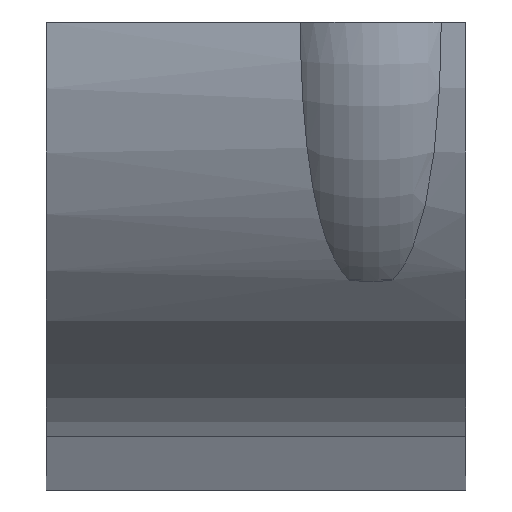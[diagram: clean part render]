
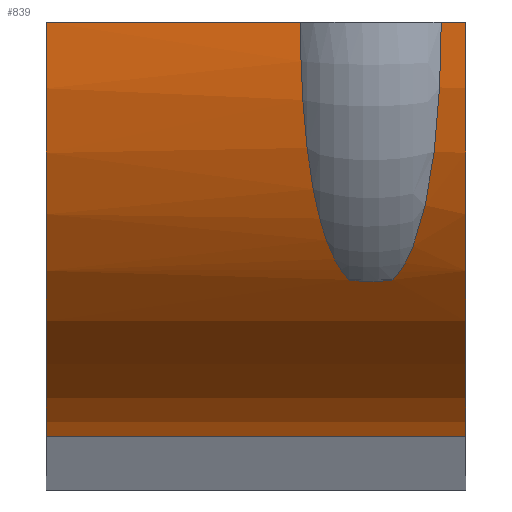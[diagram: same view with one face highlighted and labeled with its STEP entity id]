
A CAD part, top view. The second image highlights one B-rep face of the part: STEP entity #839.
In plain terms, the highlighted cylindrical face has radius 51.5 mm (diameter 103 mm), a partial arc.
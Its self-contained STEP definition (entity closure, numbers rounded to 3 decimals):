
#13 = EDGE_CURVE ( 'NONE', #958, #1241, #1526, .T. ) ;
#18 = CARTESIAN_POINT ( 'NONE',  ( 36.836, -31.278, 40.915 ) ) ;
#25 = AXIS2_PLACEMENT_3D ( 'NONE', #1598, #973, #855 ) ;
#45 = CARTESIAN_POINT ( 'NONE',  ( 36.278, -30.521, 41.483 ) ) ;
#57 = CARTESIAN_POINT ( 'NONE',  ( 51.7, 0., 51.5 ) ) ;
#95 = CARTESIAN_POINT ( 'NONE',  ( 46.447, -23.734, 45.727 ) ) ;
#122 = CARTESIAN_POINT ( 'NONE',  ( 47.467, -18.523, 48.075 ) ) ;
#161 = CARTESIAN_POINT ( 'NONE',  ( 33.563, -23.775, 45.706 ) ) ;
#182 = CARTESIAN_POINT ( 'NONE',  ( 37.269, -31.752, 40.547 ) ) ;
#216 = AXIS2_PLACEMENT_3D ( 'NONE', #328, #849, #1527 ) ;
#221 = CARTESIAN_POINT ( 'NONE',  ( 45.048, -28.006, 43.225 ) ) ;
#243 = CARTESIAN_POINT ( 'NONE',  ( 48.675, 0., 51.5 ) ) ;
#267 = CARTESIAN_POINT ( 'NONE',  ( 51.7, 0., 51.5 ) ) ;
#275 = VERTEX_POINT ( 'NONE', #702 ) ;
#284 = ORIENTED_EDGE ( 'NONE', *, *, #304, .F. ) ;
#286 = CARTESIAN_POINT ( 'NONE',  ( 43.554, -30.767, 41.301 ) ) ;
#287 = CARTESIAN_POINT ( 'NONE',  ( 34.101, -25.634, 44.673 ) ) ;
#292 = ORIENTED_EDGE ( 'NONE', *, *, #494, .F. ) ;
#293 = B_SPLINE_CURVE_WITH_KNOTS ( 'NONE', 3,
 ( #243, #744, #768, #1282, #877, #774, #1634, #1628, #1288, #122, #1159, #1495, #95, #868, #616, #1373, #221, #1257, #358, #622, #286, #926, #1444, #910 ),
 .UNSPECIFIED., .F., .F.,
 ( 4, 2, 2, 2, 2, 2, 2, 2, 2, 2, 2, 4 ),
 ( 0.035, 0.044, 0.046, 0.049, 0.053, 0.057, 0.062, 0.064, 0.066, 0.068, 0.07, 0.071 ),
 .UNSPECIFIED. ) ;
#304 = EDGE_CURVE ( 'NONE', #1053, #474, #963, .T. ) ;
#309 = CARTESIAN_POINT ( 'NONE',  ( 35.781, -29.73, 42.057 ) ) ;
#316 = EDGE_CURVE ( 'NONE', #1362, #1241, #503, .T. ) ;
#327 = CARTESIAN_POINT ( 'NONE',  ( 51.7, -31.752, 40.547 ) ) ;
#328 = CARTESIAN_POINT ( 'NONE',  ( 0., 0., 0. ) ) ;
#331 = ORIENTED_EDGE ( 'NONE', *, *, #1052, .F. ) ;
#351 = VERTEX_POINT ( 'NONE', #1270 ) ;
#355 = VECTOR ( 'NONE', #361, 1000. ) ;
#358 = CARTESIAN_POINT ( 'NONE',  ( 44.232, -29.708, 42.073 ) ) ;
#359 = CARTESIAN_POINT ( 'NONE',  ( 31.325, 0., 51.5 ) ) ;
#361 = DIRECTION ( 'NONE',  ( 1., 0., 0. ) ) ;
#365 = CARTESIAN_POINT ( 'NONE',  ( 51.7, -51.018, 7.032 ) ) ;
#366 = EDGE_CURVE ( 'NONE', #1053, #351, #293, .T. ) ;
#406 = ORIENTED_EDGE ( 'NONE', *, *, #1468, .F. ) ;
#446 = CARTESIAN_POINT ( 'NONE',  ( 51.7, 0., 0. ) ) ;
#447 = CARTESIAN_POINT ( 'NONE',  ( 34.726, -27.442, 43.585 ) ) ;
#474 = VERTEX_POINT ( 'NONE', #267 ) ;
#494 = EDGE_CURVE ( 'NONE', #958, #1426, #1638, .T. ) ;
#503 = LINE ( 'NONE', #365, #1327 ) ;
#534 = ORIENTED_EDGE ( 'NONE', *, *, #366, .T. ) ;
#539 = CARTESIAN_POINT ( 'NONE',  ( 31.485, -7.303, 51. ) ) ;
#548 = CARTESIAN_POINT ( 'NONE',  ( 31.365, -3.662, 51.375 ) ) ;
#564 = B_SPLINE_CURVE_WITH_KNOTS ( 'NONE', 3,
 ( #182, #674, #18, #937, #45, #309, #945, #793, #447, #952, #287, #161, #803, #1551, #683, #1213, #1091, #539, #1188, #548, #1331, #1564, #1436, #1455 ),
 .UNSPECIFIED., .F., .F.,
 ( 4, 2, 2, 2, 2, 2, 2, 2, 2, 2, 2, 4 ),
 ( 0., 0.001, 0.003, 0.005, 0.007, 0.009, 0.014, 0.018, 0.027, 0.031, 0.033, 0.035 ),
 .UNSPECIFIED. ) ;
#581 = DIRECTION ( 'NONE',  ( 0., 0., -1. ) ) ;
#584 = CYLINDRICAL_SURFACE ( 'NONE', #25, 51.5 ) ;
#616 = CARTESIAN_POINT ( 'NONE',  ( 45.717, -26.206, 44.339 ) ) ;
#622 = CARTESIAN_POINT ( 'NONE',  ( 43.732, -30.507, 41.493 ) ) ;
#665 = CARTESIAN_POINT ( 'NONE',  ( 0., 0., 51.5 ) ) ;
#674 = CARTESIAN_POINT ( 'NONE',  ( 37.041, -31.52, 40.728 ) ) ;
#677 = CARTESIAN_POINT ( 'NONE',  ( 51.7, -51.018, 7.032 ) ) ;
#683 = CARTESIAN_POINT ( 'NONE',  ( 32.53, -18.508, 48.081 ) ) ;
#689 = ORIENTED_EDGE ( 'NONE', *, *, #1617, .T. ) ;
#702 = CARTESIAN_POINT ( 'NONE',  ( 37.269, -31.752, 40.547 ) ) ;
#718 = CARTESIAN_POINT ( 'NONE',  ( 48.675, 0., 51.5 ) ) ;
#744 = CARTESIAN_POINT ( 'NONE',  ( 48.675, -2.923, 51.5 ) ) ;
#760 = DIRECTION ( 'NONE',  ( -1., 0., 0. ) ) ;
#768 = CARTESIAN_POINT ( 'NONE',  ( 48.599, -5.822, 51.253 ) ) ;
#774 = CARTESIAN_POINT ( 'NONE',  ( 48.244, -11.564, 50.19 ) ) ;
#793 = CARTESIAN_POINT ( 'NONE',  ( 34.963, -28.033, 43.208 ) ) ;
#803 = CARTESIAN_POINT ( 'NONE',  ( 33.265, -22.496, 46.349 ) ) ;
#839 = ADVANCED_FACE ( 'NONE', ( #1496 ), #584, .T. ) ;
#849 = DIRECTION ( 'NONE',  ( 1., 0., 0. ) ) ;
#855 = DIRECTION ( 'NONE',  ( 0., 0., 1. ) ) ;
#868 = CARTESIAN_POINT ( 'NONE',  ( 45.911, -25.594, 44.695 ) ) ;
#877 = CARTESIAN_POINT ( 'NONE',  ( 48.349, -10.133, 50.499 ) ) ;
#910 = CARTESIAN_POINT ( 'NONE',  ( 42.731, -31.752, 40.547 ) ) ;
#921 = CARTESIAN_POINT ( 'NONE',  ( 0., -51.018, 7.032 ) ) ;
#926 = CARTESIAN_POINT ( 'NONE',  ( 43.168, -31.273, 40.919 ) ) ;
#937 = CARTESIAN_POINT ( 'NONE',  ( 36.454, -30.779, 41.292 ) ) ;
#945 = CARTESIAN_POINT ( 'NONE',  ( 35.491, -29.177, 42.443 ) ) ;
#952 = CARTESIAN_POINT ( 'NONE',  ( 34.296, -26.244, 44.317 ) ) ;
#958 = VERTEX_POINT ( 'NONE', #665 ) ;
#963 = LINE ( 'NONE', #57, #981 ) ;
#973 = DIRECTION ( 'NONE',  ( -1., 0., 0. ) ) ;
#974 = LINE ( 'NONE', #327, #1587 ) ;
#981 = VECTOR ( 'NONE', #1103, 1000. ) ;
#1052 = EDGE_CURVE ( 'NONE', #474, #1362, #1611, .T. ) ;
#1053 = VERTEX_POINT ( 'NONE', #718 ) ;
#1061 = ORIENTED_EDGE ( 'NONE', *, *, #316, .F. ) ;
#1089 = DIRECTION ( 'NONE',  ( 1., 0., 0. ) ) ;
#1091 = CARTESIAN_POINT ( 'NONE',  ( 31.729, -11.597, 50.261 ) ) ;
#1103 = DIRECTION ( 'NONE',  ( 1., 0., 0. ) ) ;
#1118 = DIRECTION ( 'NONE',  ( 1., 0., 0. ) ) ;
#1155 = CARTESIAN_POINT ( 'NONE',  ( 51.7, 0., 51.5 ) ) ;
#1159 = CARTESIAN_POINT ( 'NONE',  ( 47.252, -19.856, 47.54 ) ) ;
#1188 = CARTESIAN_POINT ( 'NONE',  ( 31.425, -5.856, 51.187 ) ) ;
#1213 = CARTESIAN_POINT ( 'NONE',  ( 31.974, -14.4, 49.531 ) ) ;
#1241 = VERTEX_POINT ( 'NONE', #921 ) ;
#1257 = CARTESIAN_POINT ( 'NONE',  ( 44.521, -29.153, 42.46 ) ) ;
#1270 = CARTESIAN_POINT ( 'NONE',  ( 42.731, -31.752, 40.547 ) ) ;
#1282 = CARTESIAN_POINT ( 'NONE',  ( 48.395, -9.416, 50.637 ) ) ;
#1288 = CARTESIAN_POINT ( 'NONE',  ( 47.837, -15.8, 49.038 ) ) ;
#1327 = VECTOR ( 'NONE', #760, 1000. ) ;
#1331 = CARTESIAN_POINT ( 'NONE',  ( 31.35, -2.926, 51.422 ) ) ;
#1362 = VERTEX_POINT ( 'NONE', #677 ) ;
#1373 = CARTESIAN_POINT ( 'NONE',  ( 45.286, -27.412, 43.604 ) ) ;
#1426 = VERTEX_POINT ( 'NONE', #359 ) ;
#1436 = CARTESIAN_POINT ( 'NONE',  ( 31.325, -0.73, 51.5 ) ) ;
#1444 = CARTESIAN_POINT ( 'NONE',  ( 42.959, -31.52, 40.729 ) ) ;
#1452 = AXIS2_PLACEMENT_3D ( 'NONE', #446, #1089, #581 ) ;
#1455 = CARTESIAN_POINT ( 'NONE',  ( 31.325, 0., 51.5 ) ) ;
#1468 = EDGE_CURVE ( 'NONE', #275, #351, #974, .T. ) ;
#1495 = CARTESIAN_POINT ( 'NONE',  ( 46.742, -22.461, 46.366 ) ) ;
#1496 = FACE_OUTER_BOUND ( 'NONE', #1647, .T. ) ;
#1526 = CIRCLE ( 'NONE', #216, 51.5 ) ;
#1527 = DIRECTION ( 'NONE',  ( 0., 0., -1. ) ) ;
#1538 = ORIENTED_EDGE ( 'NONE', *, *, #13, .T. ) ;
#1551 = CARTESIAN_POINT ( 'NONE',  ( 32.749, -19.865, 47.536 ) ) ;
#1564 = CARTESIAN_POINT ( 'NONE',  ( 31.33, -1.461, 51.485 ) ) ;
#1587 = VECTOR ( 'NONE', #1118, 1000. ) ;
#1598 = CARTESIAN_POINT ( 'NONE',  ( 51.7, 0., 0. ) ) ;
#1611 = CIRCLE ( 'NONE', #1452, 51.5 ) ;
#1617 = EDGE_CURVE ( 'NONE', #275, #1426, #564, .T. ) ;
#1628 = CARTESIAN_POINT ( 'NONE',  ( 47.991, -14.409, 49.465 ) ) ;
#1634 = CARTESIAN_POINT ( 'NONE',  ( 48.186, -12.279, 50.02 ) ) ;
#1638 = LINE ( 'NONE', #1155, #355 ) ;
#1647 = EDGE_LOOP ( 'NONE', ( #292, #1538, #1061, #331, #284, #534, #406, #689 ) ) ;
